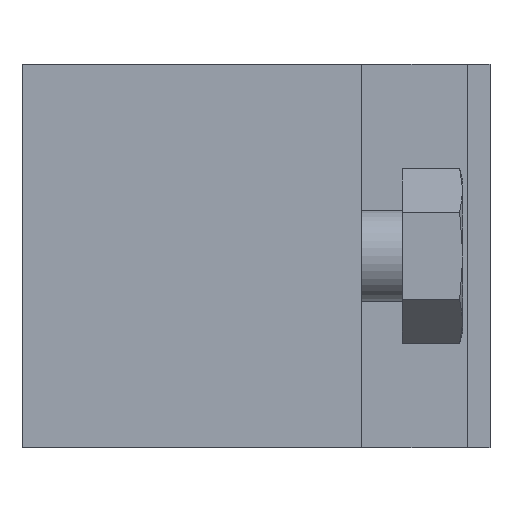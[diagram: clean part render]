
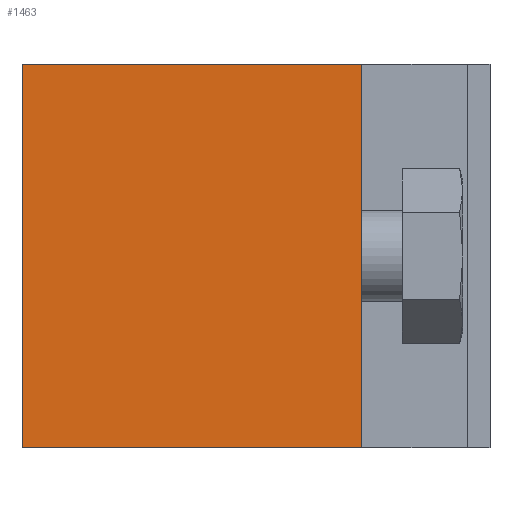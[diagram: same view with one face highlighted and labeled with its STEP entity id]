
A CAD part, left-side view. The second image highlights one B-rep face of the part: STEP entity #1463.
In plain terms, the highlighted planar face has unit normal (-1, 0, 0).
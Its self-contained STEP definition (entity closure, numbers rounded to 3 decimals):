
#19 = LINE ( 'NONE', #586, #249 ) ;
#70 = EDGE_CURVE ( 'NONE', #1433, #92, #73, .T. ) ;
#73 = LINE ( 'NONE', #1746, #1099 ) ;
#92 = VERTEX_POINT ( 'NONE', #989 ) ;
#171 = VERTEX_POINT ( 'NONE', #1775 ) ;
#178 = EDGE_CURVE ( 'NONE', #1391, #171, #1215, .T. ) ;
#225 = DIRECTION ( 'NONE',  ( 0., -1., 0. ) ) ;
#234 = VECTOR ( 'NONE', #1795, 1000. ) ;
#249 = VECTOR ( 'NONE', #1343, 1000. ) ;
#335 = DIRECTION ( 'NONE',  ( 0., 0., -1. ) ) ;
#338 = ORIENTED_EDGE ( 'NONE', *, *, #178, .F. ) ;
#346 = DIRECTION ( 'NONE',  ( 1., 0., 0. ) ) ;
#482 = CARTESIAN_POINT ( 'NONE',  ( -118., 31., 12.7 ) ) ;
#535 = CARTESIAN_POINT ( 'NONE',  ( -118., 31., 12.7 ) ) ;
#560 = EDGE_CURVE ( 'NONE', #1391, #1433, #664, .T. ) ;
#586 = CARTESIAN_POINT ( 'NONE',  ( -118., 8.5, 12.7 ) ) ;
#664 = LINE ( 'NONE', #2178, #234 ) ;
#831 = ORIENTED_EDGE ( 'NONE', *, *, #2361, .F. ) ;
#989 = CARTESIAN_POINT ( 'NONE',  ( -118., 8.5, -12.7 ) ) ;
#1005 = ORIENTED_EDGE ( 'NONE', *, *, #70, .T. ) ;
#1099 = VECTOR ( 'NONE', #225, 1000. ) ;
#1215 = LINE ( 'NONE', #1589, #2381 ) ;
#1282 = FACE_OUTER_BOUND ( 'NONE', #2441, .T. ) ;
#1343 = DIRECTION ( 'NONE',  ( 0., 0., -1. ) ) ;
#1391 = VERTEX_POINT ( 'NONE', #482 ) ;
#1433 = VERTEX_POINT ( 'NONE', #2042 ) ;
#1459 = PLANE ( 'NONE',  #1738 ) ;
#1463 = ADVANCED_FACE ( 'NONE', ( #1282 ), #1459, .F. ) ;
#1589 = CARTESIAN_POINT ( 'NONE',  ( -118., 31., 12.7 ) ) ;
#1738 = AXIS2_PLACEMENT_3D ( 'NONE', #535, #346, #335 ) ;
#1746 = CARTESIAN_POINT ( 'NONE',  ( -118., 31., -12.7 ) ) ;
#1775 = CARTESIAN_POINT ( 'NONE',  ( -118., 8.5, 12.7 ) ) ;
#1795 = DIRECTION ( 'NONE',  ( 0., 0., -1. ) ) ;
#2042 = CARTESIAN_POINT ( 'NONE',  ( -118., 31., -12.7 ) ) ;
#2178 = CARTESIAN_POINT ( 'NONE',  ( -118., 31., 12.7 ) ) ;
#2293 = ORIENTED_EDGE ( 'NONE', *, *, #560, .T. ) ;
#2354 = DIRECTION ( 'NONE',  ( 0., -1., 0. ) ) ;
#2361 = EDGE_CURVE ( 'NONE', #171, #92, #19, .T. ) ;
#2381 = VECTOR ( 'NONE', #2354, 1000. ) ;
#2441 = EDGE_LOOP ( 'NONE', ( #1005, #831, #338, #2293 ) ) ;
